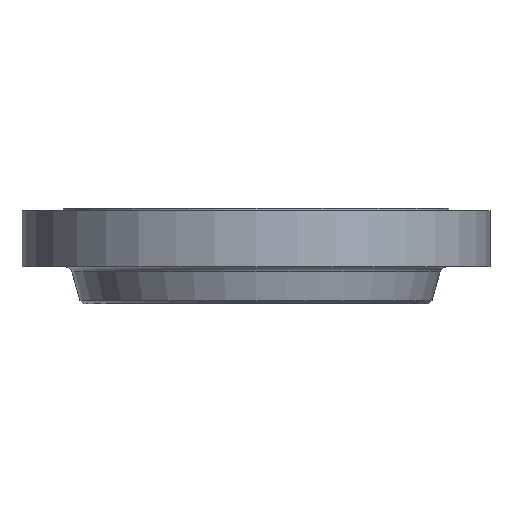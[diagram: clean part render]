
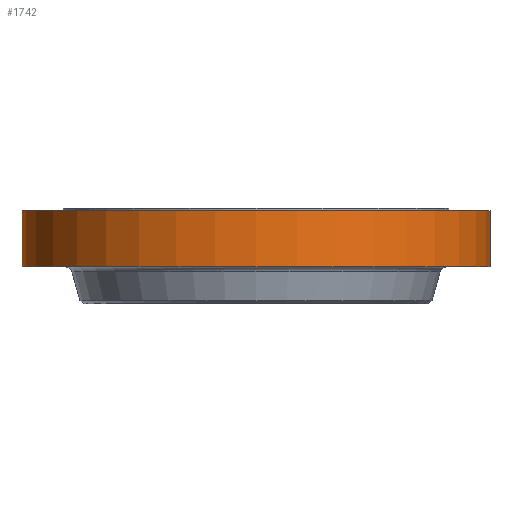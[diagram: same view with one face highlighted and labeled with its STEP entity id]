
A CAD part, front view. The second image highlights one B-rep face of the part: STEP entity #1742.
In plain terms, the highlighted cylindrical face has radius 542.925 mm (diameter 1085.85 mm), a partial arc.
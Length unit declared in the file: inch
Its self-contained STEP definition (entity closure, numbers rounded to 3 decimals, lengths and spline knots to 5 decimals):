
#8 = VERTEX_POINT ( 'NONE', #1727 ) ;
#59 = CYLINDRICAL_SURFACE ( 'NONE', #742, 21.375 ) ;
#94 = LINE ( 'NONE', #109, #1121 ) ;
#109 = CARTESIAN_POINT ( 'NONE',  ( 21.375, 0., 0. ) ) ;
#116 = CARTESIAN_POINT ( 'NONE',  ( 0., 0., -0.25 ) ) ;
#154 = CARTESIAN_POINT ( 'NONE',  ( 0., 0., 0. ) ) ;
#162 = CARTESIAN_POINT ( 'NONE',  ( 0., 0., -5.375 ) ) ;
#249 = FACE_OUTER_BOUND ( 'NONE', #2423, .T. ) ;
#257 = CARTESIAN_POINT ( 'NONE',  ( -21.375, 0., 0. ) ) ;
#278 = ORIENTED_EDGE ( 'NONE', *, *, #2376, .F. ) ;
#288 = ORIENTED_EDGE ( 'NONE', *, *, #998, .T. ) ;
#307 = DIRECTION ( 'NONE',  ( 0., 0., 1. ) ) ;
#370 = DIRECTION ( 'NONE',  ( 1., 0., 0. ) ) ;
#405 = CARTESIAN_POINT ( 'NONE',  ( -21.375, 0., -5.375 ) ) ;
#577 = DIRECTION ( 'NONE',  ( 0., 0., 1. ) ) ;
#742 = AXIS2_PLACEMENT_3D ( 'NONE', #154, #577, #370 ) ;
#749 = DIRECTION ( 'NONE',  ( 1., 0., 0. ) ) ;
#762 = DIRECTION ( 'NONE',  ( 0., 0., 1. ) ) ;
#784 = VECTOR ( 'NONE', #1252, 39.37008 ) ;
#998 = EDGE_CURVE ( 'NONE', #8, #1618, #94, .T. ) ;
#1060 = VERTEX_POINT ( 'NONE', #405 ) ;
#1121 = VECTOR ( 'NONE', #307, 39.37008 ) ;
#1173 = CIRCLE ( 'NONE', #1757, 21.375 ) ;
#1252 = DIRECTION ( 'NONE',  ( 0., 0., 1. ) ) ;
#1394 = ORIENTED_EDGE ( 'NONE', *, *, #1529, .F. ) ;
#1461 = LINE ( 'NONE', #257, #784 ) ;
#1472 = CARTESIAN_POINT ( 'NONE',  ( -21.375, 0., -0.25 ) ) ;
#1529 = EDGE_CURVE ( 'NONE', #1816, #1618, #1676, .T. ) ;
#1587 = CARTESIAN_POINT ( 'NONE',  ( 21.375, 0., -0.25 ) ) ;
#1618 = VERTEX_POINT ( 'NONE', #1587 ) ;
#1676 = CIRCLE ( 'NONE', #1992, 21.375 ) ;
#1727 = CARTESIAN_POINT ( 'NONE',  ( 21.375, 0., -5.375 ) ) ;
#1742 = ADVANCED_FACE ( 'NONE', ( #249 ), #59, .T. ) ;
#1754 = DIRECTION ( 'NONE',  ( 0., 0., 1. ) ) ;
#1757 = AXIS2_PLACEMENT_3D ( 'NONE', #162, #762, #2125 ) ;
#1816 = VERTEX_POINT ( 'NONE', #1472 ) ;
#1929 = EDGE_CURVE ( 'NONE', #1060, #8, #1173, .T. ) ;
#1992 = AXIS2_PLACEMENT_3D ( 'NONE', #116, #1754, #749 ) ;
#2125 = DIRECTION ( 'NONE',  ( 1., 0., 0. ) ) ;
#2182 = ORIENTED_EDGE ( 'NONE', *, *, #1929, .T. ) ;
#2376 = EDGE_CURVE ( 'NONE', #1060, #1816, #1461, .T. ) ;
#2423 = EDGE_LOOP ( 'NONE', ( #278, #2182, #288, #1394 ) ) ;
